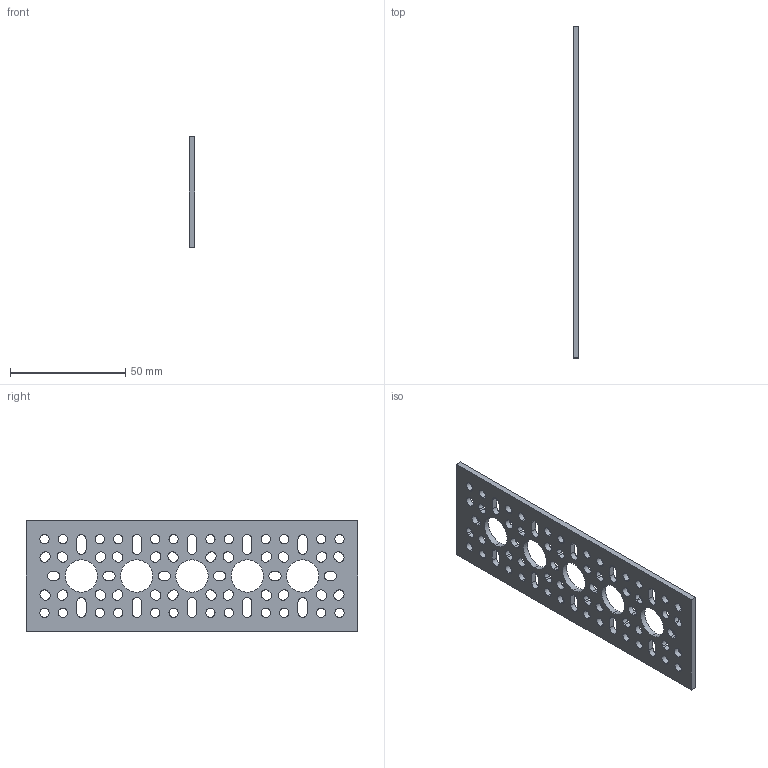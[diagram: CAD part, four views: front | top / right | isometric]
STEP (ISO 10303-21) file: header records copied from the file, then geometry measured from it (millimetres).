
FILE_DESCRIPTION (( 'STEP AP203' ), '1' );
FILE_NAME ('1104-0005-0144 rev1.STEP', '2017-05-12T20:43:12', ( '' ), ( '' ), 'SwSTEP 2.0', 'SolidWorks 2016', '' );
FILE_SCHEMA (( 'CONFIG_CONTROL_DESIGN' ));
Length unit declared in the file: millimetre
Products named in the file (1): 1104-0005-0144 rev1
Bounding box: 2.5 x 144 x 48 mm (x, y, z)
Volume: 12629.5 mm3; surface area: 13981.8 mm2
Topology: 1 solids, 1 shells, 253 faces, 753 edges, 502 vertices
Faces by surface type: cylinder 167, plane 86
Entity records: 8994 total; most frequent: DIRECTION 1595, CARTESIAN_POINT 1509, ORIENTED_EDGE 1506, EDGE_CURVE 753, AXIS2_PLACEMENT_3D 588, VERTEX_POINT 502, LINE 419, VECTOR 419
